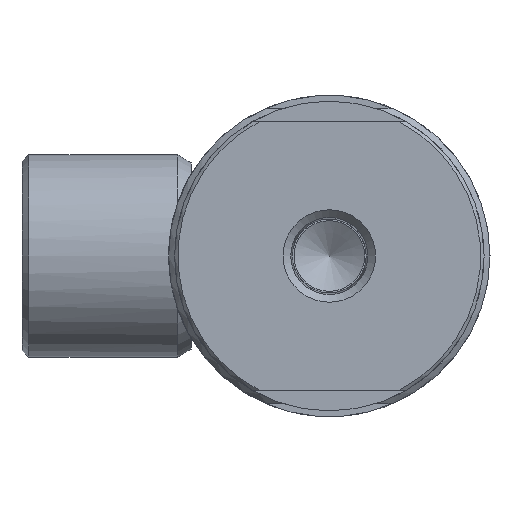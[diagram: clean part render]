
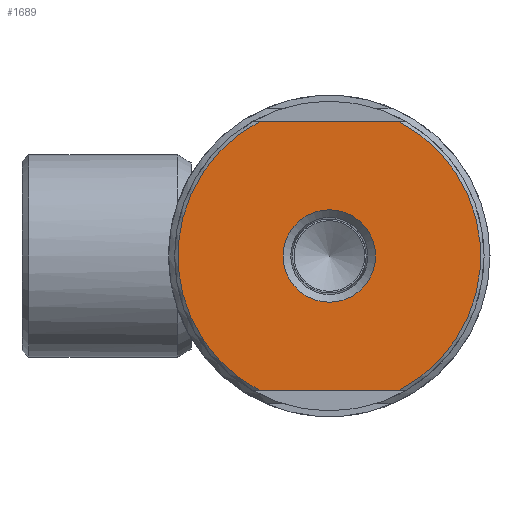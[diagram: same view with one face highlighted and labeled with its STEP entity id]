
A CAD part, left-side view. The second image highlights one B-rep face of the part: STEP entity #1689.
In plain terms, the highlighted planar face has unit normal (-1, 0, 0).
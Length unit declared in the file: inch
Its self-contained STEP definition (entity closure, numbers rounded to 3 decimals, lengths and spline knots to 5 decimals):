
#126=LINE('',#2912,#210);
#130=LINE('',#2931,#214);
#210=VECTOR('',#2249,0.62253);
#214=VECTOR('',#2259,0.62253);
#274=PLANE('',#1882);
#333=FACE_BOUND('',#570,.T.);
#435=FACE_OUTER_BOUND('',#569,.T.);
#569=EDGE_LOOP('',(#1475,#1476,#1477,#1478));
#570=EDGE_LOOP('',(#1479));
#677=CIRCLE('',#1841,0.205);
#686=CIRCLE('',#1859,0.6715);
#697=CIRCLE('',#1883,0.6715);
#825=VERTEX_POINT('',#2888);
#832=VERTEX_POINT('',#2907);
#833=VERTEX_POINT('',#2911);
#838=VERTEX_POINT('',#2926);
#839=VERTEX_POINT('',#2930);
#1041=EDGE_CURVE('',#825,#825,#677,.T.);
#1049=EDGE_CURVE('',#833,#832,#126,.T.);
#1056=EDGE_CURVE('',#839,#838,#130,.T.);
#1062=EDGE_CURVE('',#833,#838,#686,.T.);
#1073=EDGE_CURVE('',#839,#832,#697,.T.);
#1475=ORIENTED_EDGE('',*,*,#1049,.T.);
#1476=ORIENTED_EDGE('',*,*,#1073,.F.);
#1477=ORIENTED_EDGE('',*,*,#1056,.T.);
#1478=ORIENTED_EDGE('',*,*,#1062,.F.);
#1479=ORIENTED_EDGE('',*,*,#1041,.T.);
#1689=ADVANCED_FACE('',(#435,#333),#274,.T.);
#1841=AXIS2_PLACEMENT_3D('',#2889,#2227,#2228);
#1859=AXIS2_PLACEMENT_3D('',#2943,#2271,#2272);
#1882=AXIS2_PLACEMENT_3D('',#2976,#2317,#2318);
#1883=AXIS2_PLACEMENT_3D('',#2977,#2319,#2320);
#2227=DIRECTION('center_axis',(1.,0.,0.));
#2228=DIRECTION('ref_axis',(0.,-1.,0.));
#2249=DIRECTION('',(0.,-1.,0.));
#2259=DIRECTION('',(0.,1.,0.));
#2271=DIRECTION('center_axis',(1.,0.,0.));
#2272=DIRECTION('ref_axis',(0.,1.,0.));
#2317=DIRECTION('center_axis',(-1.,0.,0.));
#2318=DIRECTION('ref_axis',(0.,0.,1.));
#2319=DIRECTION('center_axis',(1.,0.,0.));
#2320=DIRECTION('ref_axis',(0.,1.,0.));
#2888=CARTESIAN_POINT('',(0.,-0.205,0.));
#2889=CARTESIAN_POINT('Origin',(0.,0.,
0.));
#2907=CARTESIAN_POINT('',(0.,-0.31127,-0.595));
#2911=CARTESIAN_POINT('',(0.,0.31127,-0.595));
#2912=CARTESIAN_POINT('',(0.,-0.03746,-0.595));
#2926=CARTESIAN_POINT('',(0.,0.31127,0.595));
#2930=CARTESIAN_POINT('',(0.,-0.31127,0.595));
#2931=CARTESIAN_POINT('',(0.,0.40101,0.595));
#2943=CARTESIAN_POINT('Origin',(0.,0.,0.));
#2976=CARTESIAN_POINT('Origin',(0.,0.33575,0.));
#2977=CARTESIAN_POINT('Origin',(0.,0.,0.));
